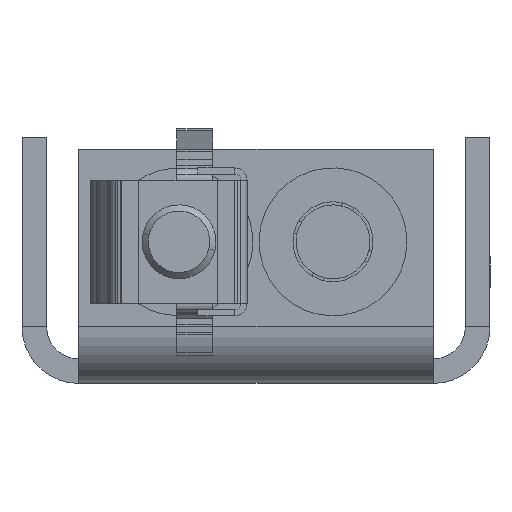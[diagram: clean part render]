
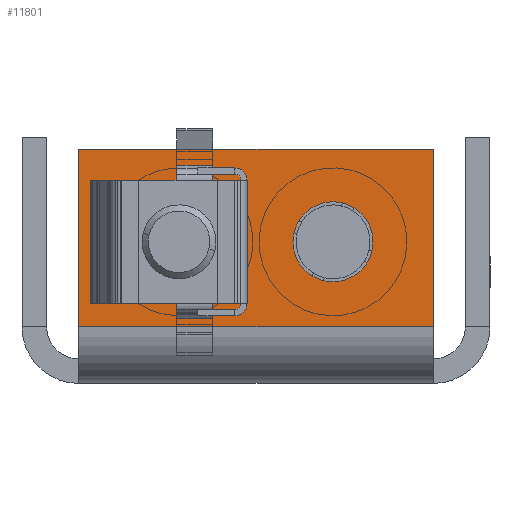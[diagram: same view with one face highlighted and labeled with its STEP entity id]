
A CAD part, left-side view. The second image highlights one B-rep face of the part: STEP entity #11801.
In plain terms, the highlighted planar face has unit normal (-1, 0, 0).
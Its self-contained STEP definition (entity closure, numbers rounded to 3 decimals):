
#267 = DIRECTION ( 'NONE',  ( 0., 0., -1. ) ) ;
#678 = ORIENTED_EDGE ( 'NONE', *, *, #1035, .F. ) ;
#809 = LINE ( 'NONE', #14581, #6000 ) ;
#966 = ORIENTED_EDGE ( 'NONE', *, *, #21210, .F. ) ;
#1035 = EDGE_CURVE ( 'NONE', #19152, #19330, #18064, .T. ) ;
#1625 = CARTESIAN_POINT ( 'NONE',  ( -261.5, 8.15, 6.25 ) ) ;
#1693 = EDGE_LOOP ( 'NONE', ( #12955, #4161, #4565, #4167 ) ) ;
#2764 = DIRECTION ( 'NONE',  ( -1., 0., 0. ) ) ;
#3072 = LINE ( 'NONE', #14699, #19475 ) ;
#3493 = VECTOR ( 'NONE', #18038, 1000. ) ;
#3499 = DIRECTION ( 'NONE',  ( -1., 0., 0. ) ) ;
#3730 = CARTESIAN_POINT ( 'NONE',  ( -261.5, 8.15, 9.5 ) ) ;
#3829 = VERTEX_POINT ( 'NONE', #8416 ) ;
#4161 = ORIENTED_EDGE ( 'NONE', *, *, #7598, .F. ) ;
#4167 = ORIENTED_EDGE ( 'NONE', *, *, #5581, .T. ) ;
#4367 = CIRCLE ( 'NONE', #16996, 3.25 ) ;
#4476 = CARTESIAN_POINT ( 'NONE',  ( -261.5, 28.8, 17. ) ) ;
#4565 = ORIENTED_EDGE ( 'NONE', *, *, #17201, .F. ) ;
#4660 = DIRECTION ( 'NONE',  ( 0., 0., 1. ) ) ;
#4714 = FACE_OUTER_BOUND ( 'NONE', #1693, .T. ) ;
#5581 = EDGE_CURVE ( 'NONE', #3829, #7379, #809, .T. ) ;
#6000 = VECTOR ( 'NONE', #18311, 1000. ) ;
#6222 = VERTEX_POINT ( 'NONE', #15670 ) ;
#6366 = VECTOR ( 'NONE', #6548, 1000. ) ;
#6548 = DIRECTION ( 'NONE',  ( 0., 0., 1. ) ) ;
#7048 = DIRECTION ( 'NONE',  ( 0., 0., -1. ) ) ;
#7379 = VERTEX_POINT ( 'NONE', #22144 ) ;
#7598 = EDGE_CURVE ( 'NONE', #8828, #13787, #18151, .T. ) ;
#7839 = CARTESIAN_POINT ( 'NONE',  ( -261.5, 20.65, 9.5 ) ) ;
#8318 = AXIS2_PLACEMENT_3D ( 'NONE', #12338, #14254, #7048 ) ;
#8416 = CARTESIAN_POINT ( 'NONE',  ( -261.5, 28.8, 2.6 ) ) ;
#8828 = VERTEX_POINT ( 'NONE', #11904 ) ;
#8989 = CARTESIAN_POINT ( 'NONE',  ( -261.5, 8.15, 12.75 ) ) ;
#9398 = CIRCLE ( 'NONE', #10115, 3.25 ) ;
#10010 = CARTESIAN_POINT ( 'NONE',  ( -261.5, 28.8, 0. ) ) ;
#10115 = AXIS2_PLACEMENT_3D ( 'NONE', #3730, #3499, #15921 ) ;
#10371 = EDGE_LOOP ( 'NONE', ( #12115, #12341 ) ) ;
#10876 = EDGE_CURVE ( 'NONE', #7379, #13787, #3072, .T. ) ;
#11801 = ADVANCED_FACE ( 'NONE', ( #4714, #17021, #17440 ), #13916, .F. ) ;
#11904 = CARTESIAN_POINT ( 'NONE',  ( -261.5, 28.8, 17. ) ) ;
#12055 = EDGE_CURVE ( 'NONE', #6222, #21067, #4367, .T. ) ;
#12115 = ORIENTED_EDGE ( 'NONE', *, *, #12055, .F. ) ;
#12151 = AXIS2_PLACEMENT_3D ( 'NONE', #7839, #2764, #14728 ) ;
#12338 = CARTESIAN_POINT ( 'NONE',  ( -261.5, 8.15, 9.5 ) ) ;
#12341 = ORIENTED_EDGE ( 'NONE', *, *, #17947, .F. ) ;
#12512 = CIRCLE ( 'NONE', #12151, 3.25 ) ;
#12955 = ORIENTED_EDGE ( 'NONE', *, *, #10876, .T. ) ;
#13787 = VERTEX_POINT ( 'NONE', #18970 ) ;
#13916 = PLANE ( 'NONE',  #15917 ) ;
#14254 = DIRECTION ( 'NONE',  ( -1., 0., 0. ) ) ;
#14581 = CARTESIAN_POINT ( 'NONE',  ( -261.5, 28.8, 2.6 ) ) ;
#14699 = CARTESIAN_POINT ( 'NONE',  ( -261.5, 0., 0. ) ) ;
#14728 = DIRECTION ( 'NONE',  ( 0., 0., 1. ) ) ;
#14918 = CARTESIAN_POINT ( 'NONE',  ( -261.5, 20.65, 12.75 ) ) ;
#15159 = CARTESIAN_POINT ( 'NONE',  ( -261.5, 20.65, 9.5 ) ) ;
#15451 = LINE ( 'NONE', #22029, #6366 ) ;
#15670 = CARTESIAN_POINT ( 'NONE',  ( -261.5, 20.65, 6.25 ) ) ;
#15917 = AXIS2_PLACEMENT_3D ( 'NONE', #10010, #16908, #267 ) ;
#15921 = DIRECTION ( 'NONE',  ( 0., 0., -1. ) ) ;
#16908 = DIRECTION ( 'NONE',  ( 1., 0., 0. ) ) ;
#16996 = AXIS2_PLACEMENT_3D ( 'NONE', #15159, #18555, #4660 ) ;
#17021 = FACE_BOUND ( 'NONE', #10371, .T. ) ;
#17201 = EDGE_CURVE ( 'NONE', #3829, #8828, #15451, .T. ) ;
#17440 = FACE_BOUND ( 'NONE', #20503, .T. ) ;
#17947 = EDGE_CURVE ( 'NONE', #21067, #6222, #12512, .T. ) ;
#18038 = DIRECTION ( 'NONE',  ( 0., -1., 0. ) ) ;
#18064 = CIRCLE ( 'NONE', #8318, 3.25 ) ;
#18151 = LINE ( 'NONE', #4476, #3493 ) ;
#18311 = DIRECTION ( 'NONE',  ( 0., -1., 0. ) ) ;
#18555 = DIRECTION ( 'NONE',  ( -1., 0., 0. ) ) ;
#18970 = CARTESIAN_POINT ( 'NONE',  ( -261.5, 0., 17. ) ) ;
#19152 = VERTEX_POINT ( 'NONE', #8989 ) ;
#19330 = VERTEX_POINT ( 'NONE', #1625 ) ;
#19475 = VECTOR ( 'NONE', #21607, 1000. ) ;
#20503 = EDGE_LOOP ( 'NONE', ( #966, #678 ) ) ;
#21067 = VERTEX_POINT ( 'NONE', #14918 ) ;
#21210 = EDGE_CURVE ( 'NONE', #19330, #19152, #9398, .T. ) ;
#21607 = DIRECTION ( 'NONE',  ( 0., 0., 1. ) ) ;
#22029 = CARTESIAN_POINT ( 'NONE',  ( -261.5, 28.8, 0. ) ) ;
#22144 = CARTESIAN_POINT ( 'NONE',  ( -261.5, 0., 2.6 ) ) ;
